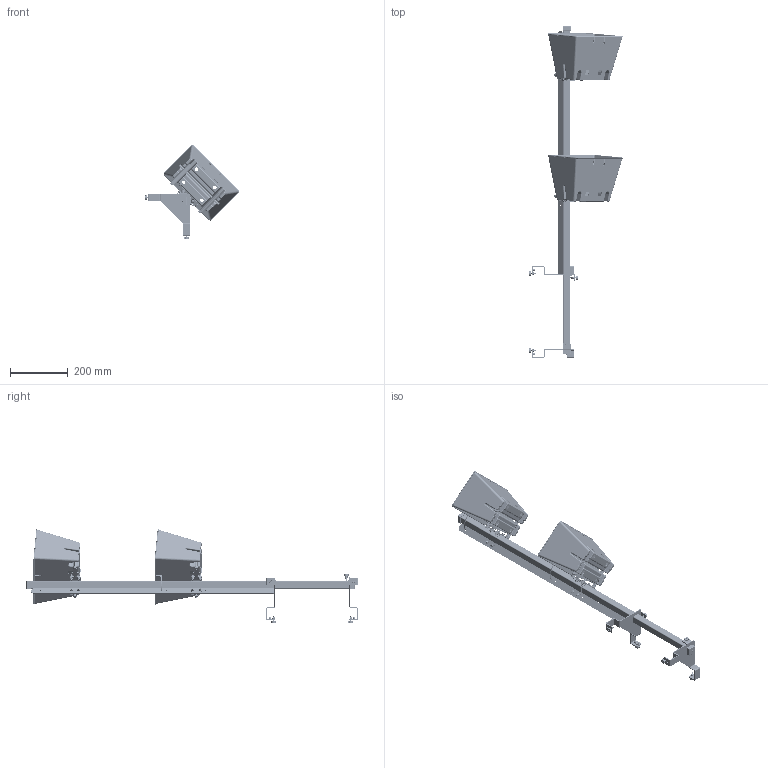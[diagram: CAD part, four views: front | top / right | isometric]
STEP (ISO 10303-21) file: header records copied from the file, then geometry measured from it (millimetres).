
FILE_DESCRIPTION (( 'STEP AP214' ), '1' );
FILE_NAME ('am-5405_blue Basket Structure Assembly.STEP', '2024-08-26T14:35:53', ( '' ), ( '' ), 'SwSTEP 2.0', 'SolidWorks 2024', '' );
FILE_SCHEMA (( 'AUTOMOTIVE_DESIGN' ));
Length unit declared in the file: inch
Products named in the file (17): am-5413_blue Boat Euroboard Upright; 10-32 x 0.75 Plastic Head Thumb Screw_98704A535; am-2569 AM14U5 Churro; am-1454 10-32 Low Profile STEEL RIVET NUT 0125675_93483A661; am-4305 1IN x 1IN Short Square Tube Cap (Blue)_9092K33; am-5412 44.5in Peanut; CableTie2; am-1310 FHTS 0.25-20-0.75_FHTS 0.25-20-G-0.75-C; ip-5410 Corner Mount Bracket; am-5411 Bucket Mount Clamp; 10-32 Nylock Nut 1_90631A411; am-5405_blue Basket Structure Assembly; CableTie3; am-5414 Bucket Mount Bracket; 10-32x0625_shcs2_HX-SHCS 0.19-32x1.375x1-C; CableTie1; am-3015 Bucket
Assembly tree (68 placements, depth 2):
  am-5405_blue Basket Structure Assembly
    ip-5410 Corner Mount Bracket  x2
    am-1454 10-32 Low Profile STEEL RIVET NUT 0125675_93483A661  x10
    10-32 x 0.75 Plastic Head Thumb Screw_98704A535  x6
    am-3015 Bucket  x2
    am-5411 Bucket Mount Clamp  x4
    am-5414 Bucket Mount Bracket  x2
    am-2569 AM14U5 Churro  x4
    10-32x0625_shcs2_HX-SHCS 0.19-32x1.375x1-C  x12
    10-32 Nylock Nut 1_90631A411  x12
    am-1310 FHTS 0.25-20-0.75_FHTS 0.25-20-G-0.75-C  x4
    CableTie1  x2
    CableTie2  x2
    CableTie3  x2
    am-5413_blue Boat Euroboard Upright
    am-5412 44.5in Peanut
    am-4305 1IN x 1IN Short Square Tube Cap (Blue)_9092K33  x2
Bounding box: 325 x 1146.78 x 324.26 mm (x, y, z)
Volume: 981605.5 mm3; surface area: 1008810.6 mm2
Topology: 80 solids, 80 shells, 7121 faces, 16767 edges, 9758 vertices
Faces by surface type: plane 2808, cylinder 2771, cone 858, bspline 412, torus 156, sphere 116
Entity records: 62014 total; most frequent: CARTESIAN_POINT 23903, ORIENTED_EDGE 7952, DIRECTION 7884, EDGE_CURVE 3976, AXIS2_PLACEMENT_3D 2997, VERTEX_POINT 2338, VECTOR 1890, LINE 1890
